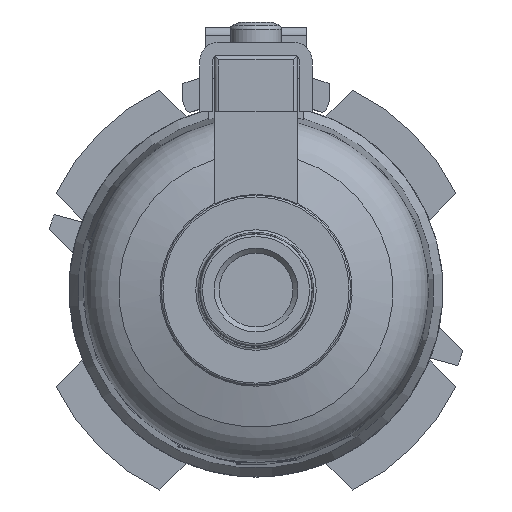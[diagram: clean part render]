
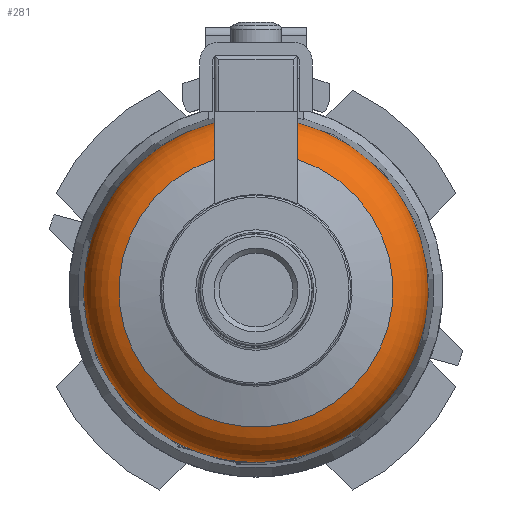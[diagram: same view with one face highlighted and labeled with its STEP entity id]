
A CAD part, front view. The second image highlights one B-rep face of the part: STEP entity #281.
In plain terms, the highlighted toroidal (fillet/blend) face has major radius 13.996 mm and minor radius 6 mm.
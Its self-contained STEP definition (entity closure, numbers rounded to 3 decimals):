
#281 = ADVANCED_FACE( '', ( #646 ), #647, .T. );
#646 = FACE_OUTER_BOUND( '', #1213, .T. );
#647 = TOROIDAL_SURFACE( '', #1214, 13.996, 6. );
#1213 = EDGE_LOOP( '', ( #2217, #2218, #2219, #2220 ) );
#1214 = AXIS2_PLACEMENT_3D( '', #2221, #2222, #2223 );
#2217 = ORIENTED_EDGE( '', *, *, #3771, .T. );
#2218 = ORIENTED_EDGE( '', *, *, #3754, .T. );
#2219 = ORIENTED_EDGE( '', *, *, #3918, .F. );
#2220 = ORIENTED_EDGE( '', *, *, #3767, .T. );
#2221 = CARTESIAN_POINT( '', ( 0., 18.355, 0. ) );
#2222 = DIRECTION( '', ( 0., -1., 0. ) );
#2223 = DIRECTION( '', ( 0., 0., -1. ) );
#3754 = EDGE_CURVE( '', #4410, #4411, #4412, .T. );
#3767 = EDGE_CURVE( '', #4436, #4434, #4437, .T. );
#3771 = EDGE_CURVE( '', #4434, #4410, #4442, .T. );
#3918 = EDGE_CURVE( '', #4436, #4411, #4688, .T. );
#4410 = VERTEX_POINT( '', #5511 );
#4411 = VERTEX_POINT( '', #5512 );
#4412 = B_SPLINE_CURVE_WITH_KNOTS( '', 3, ( #5513, #5514, #5515, #5516, #5517, #5518, #5519, #5520, #5521, #5522, #5523, #5524, #5525, #5526, #5527, #5528, #5529, #5530 ), .UNSPECIFIED., .F., .F., ( 4, 2, 2, 2, 2, 2, 2, 2, 4 ), ( 0.02, 0.021, 0.022, 0.023, 0.024, 0.025, 0.026, 0.027, 0.028 ), .UNSPECIFIED. );
#4434 = VERTEX_POINT( '', #5575 );
#4436 = VERTEX_POINT( '', #5586 );
#4437 = B_SPLINE_CURVE_WITH_KNOTS( '', 3, ( #5587, #5588, #5589, #5590, #5591, #5592, #5593, #5594, #5595, #5596, #5597, #5598, #5599, #5600, #5601, #5602 ), .UNSPECIFIED., .F., .F., ( 4, 2, 2, 2, 2, 2, 2, 4 ), ( 0.011, 0.012, 0.013, 0.014, 0.015, 0.017, 0.018, 0.019 ), .UNSPECIFIED. );
#4442 = CIRCLE( '', #5609, 19.996 );
#4688 = CIRCLE( '', #6083, 15.904 );
#5511 = CARTESIAN_POINT( '', ( 4.8, 18.31, 19.411 ) );
#5512 = CARTESIAN_POINT( '', ( 4.8, 12.667, 15.163 ) );
#5513 = CARTESIAN_POINT( '', ( 4.8, 18.31, 19.411 ) );
#5514 = CARTESIAN_POINT( '', ( 4.8, 17.996, 19.409 ) );
#5515 = CARTESIAN_POINT( '', ( 4.8, 17.678, 19.38 ) );
#5516 = CARTESIAN_POINT( '', ( 4.8, 17.058, 19.274 ) );
#5517 = CARTESIAN_POINT( '', ( 4.8, 16.755, 19.196 ) );
#5518 = CARTESIAN_POINT( '', ( 4.8, 16.161, 18.992 ) );
#5519 = CARTESIAN_POINT( '', ( 4.8, 15.868, 18.864 ) );
#5520 = CARTESIAN_POINT( '', ( 4.8, 15.313, 18.567 ) );
#5521 = CARTESIAN_POINT( '', ( 4.8, 15.05, 18.397 ) );
#5522 = CARTESIAN_POINT( '', ( 4.8, 14.551, 18.017 ) );
#5523 = CARTESIAN_POINT( '', ( 4.8, 14.313, 17.805 ) );
#5524 = CARTESIAN_POINT( '', ( 4.8, 13.877, 17.349 ) );
#5525 = CARTESIAN_POINT( '', ( 4.8, 13.679, 17.107 ) );
#5526 = CARTESIAN_POINT( '', ( 4.8, 13.32, 16.593 ) );
#5527 = CARTESIAN_POINT( '', ( 4.8, 13.159, 16.32 ) );
#5528 = CARTESIAN_POINT( '', ( 4.8, 12.879, 15.752 ) );
#5529 = CARTESIAN_POINT( '', ( 4.8, 12.762, 15.461 ) );
#5530 = CARTESIAN_POINT( '', ( 4.8, 12.667, 15.163 ) );
#5575 = CARTESIAN_POINT( '', ( -4.8, 18.31, 19.411 ) );
#5586 = CARTESIAN_POINT( '', ( -4.8, 12.667, 15.163 ) );
#5587 = CARTESIAN_POINT( '', ( -4.8, 12.667, 15.163 ) );
#5588 = CARTESIAN_POINT( '', ( -4.8, 12.762, 15.461 ) );
#5589 = CARTESIAN_POINT( '', ( -4.8, 12.879, 15.751 ) );
#5590 = CARTESIAN_POINT( '', ( -4.8, 13.156, 16.315 ) );
#5591 = CARTESIAN_POINT( '', ( -4.8, 13.318, 16.59 ) );
#5592 = CARTESIAN_POINT( '', ( -4.8, 13.679, 17.107 ) );
#5593 = CARTESIAN_POINT( '', ( -4.8, 13.878, 17.35 ) );
#5594 = CARTESIAN_POINT( '', ( -4.8, 14.311, 17.803 ) );
#5595 = CARTESIAN_POINT( '', ( -4.8, 14.546, 18.014 ) );
#5596 = CARTESIAN_POINT( '', ( -4.8, 15.304, 18.59 ) );
#5597 = CARTESIAN_POINT( '', ( -4.8, 15.856, 18.887 ) );
#5598 = CARTESIAN_POINT( '', ( -4.8, 16.756, 19.197 ) );
#5599 = CARTESIAN_POINT( '', ( -4.8, 17.063, 19.275 ) );
#5600 = CARTESIAN_POINT( '', ( -4.8, 17.681, 19.381 ) );
#5601 = CARTESIAN_POINT( '', ( -4.8, 17.994, 19.409 ) );
#5602 = CARTESIAN_POINT( '', ( -4.8, 18.31, 19.411 ) );
#5609 = AXIS2_PLACEMENT_3D( '', #7475, #7476, #7477 );
#6083 = AXIS2_PLACEMENT_3D( '', #7709, #7710, #7711 );
#7475 = CARTESIAN_POINT( '', ( 0., 18.31, 0. ) );
#7476 = DIRECTION( '', ( 0., -1., 0. ) );
#7477 = DIRECTION( '', ( 0., 0., -1. ) );
#7709 = CARTESIAN_POINT( '', ( 0., 12.667, 0. ) );
#7710 = DIRECTION( '', ( 0., -1., 0. ) );
#7711 = DIRECTION( '', ( 0., 0., -1. ) );
